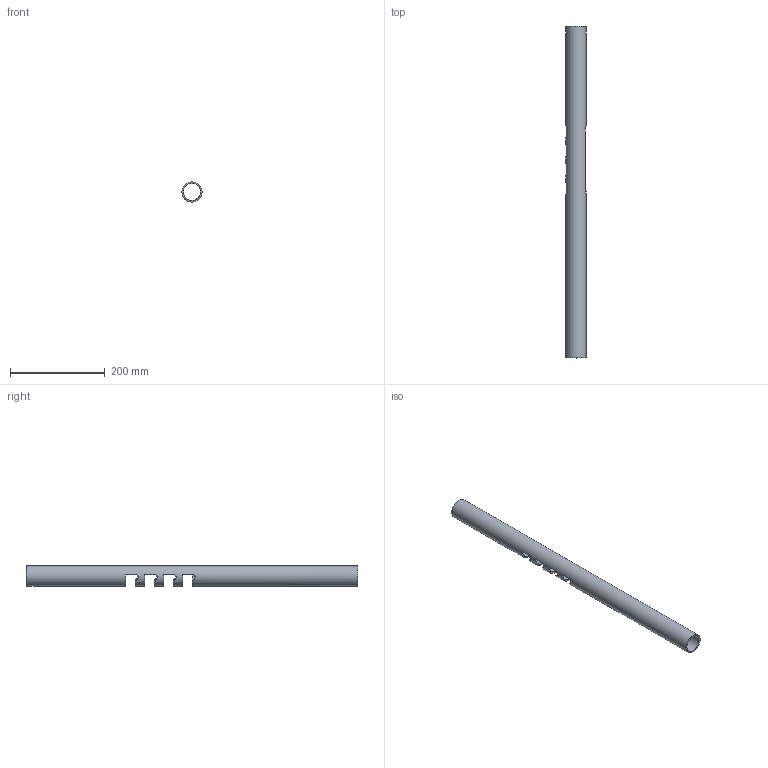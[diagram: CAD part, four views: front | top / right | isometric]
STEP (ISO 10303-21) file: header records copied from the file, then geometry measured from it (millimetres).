
FILE_DESCRIPTION(/* description */ (''),/* implementation_level */ '2;1');
FILE_NAME(/* name */ 'DROITEAxe.stp',/* time_stamp */ '2022-12-23T16:27:32+01:00',/* author */ ('MMascioF'),/* organization */ (''),/* preprocessor_version */ 'ST-DEVELOPER v18.1',/* originating_system */ 'Autodesk Inventor 2021',/* authorisation */ '');
FILE_SCHEMA (('AUTOMOTIVE_DESIGN { 1 0 10303 214 3 1 1 }'));
Length unit declared in the file: millimetre
Products named in the file (1): DROITEAxe
Bounding box: 42.4 x 700 x 42.4 mm (x, y, z)
Volume: 253243.8 mm3; surface area: 161598.9 mm2
Topology: 1 solids, 1 shells, 36 faces, 131 edges, 110 vertices
Faces by surface type: plane 18, cylinder 17, cone 1
Full cylindrical faces by diameter (mm): 36 x1, 42.4 x1
Entity records: 1682 total; most frequent: CARTESIAN_POINT 570, ORIENTED_EDGE 218, DIRECTION 214, EDGE_CURVE 109, AXIS2_PLACEMENT_3D 83, VERTEX_POINT 73, LINE 48, VECTOR 48
